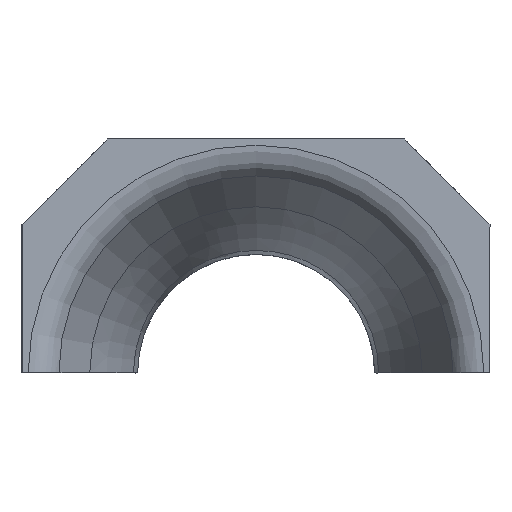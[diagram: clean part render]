
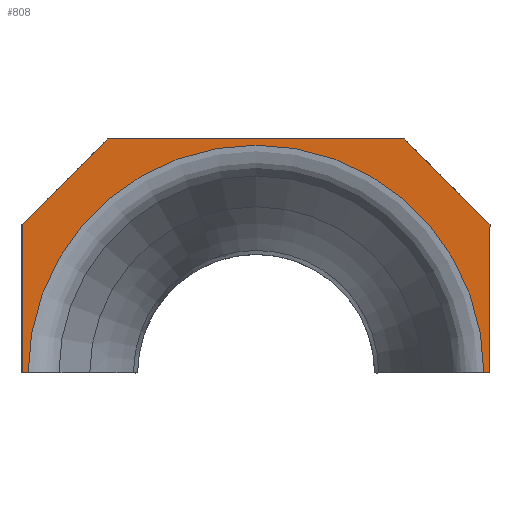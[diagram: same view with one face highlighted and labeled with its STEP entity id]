
A CAD part, left-side view. The second image highlights one B-rep face of the part: STEP entity #808.
In plain terms, the highlighted planar face has unit normal (-1, 0, 0).
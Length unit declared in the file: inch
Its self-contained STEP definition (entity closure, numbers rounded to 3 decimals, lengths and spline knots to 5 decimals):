
#160=CARTESIAN_POINT('',(-20.88583,0.,0.));
#161=VERTEX_POINT('',#160);
#168=CARTESIAN_POINT('',(-20.88583,0.02039,0.));
#169=VERTEX_POINT('',#168);
#170=CARTESIAN_POINT('',(-20.88583,0.02039,0.));
#171=DIRECTION('',(0.0,-1.0,0.0));
#172=VECTOR('',#171,1.0);
#173=LINE('',#170,#172);
#174=EDGE_CURVE('',#169,#161,#173,.T.);
#308=CARTESIAN_POINT('',(-20.88583,1.53473,0.));
#309=VERTEX_POINT('',#308);
#317=CARTESIAN_POINT('',(-20.88583,1.55512,0.));
#318=VERTEX_POINT('',#317);
#319=CARTESIAN_POINT('',(-20.88583,1.55512,0.));
#320=DIRECTION('',(0.0,-1.0,0.0));
#321=VECTOR('',#320,1.0);
#322=LINE('',#319,#321);
#323=EDGE_CURVE('',#318,#309,#322,.T.);
#443=CARTESIAN_POINT('',(-20.88583,1.55512,0.49213));
#444=VERTEX_POINT('',#443);
#445=CARTESIAN_POINT('',(-20.88583,1.55512,0.));
#446=DIRECTION('',(0.0,0.0,1.0));
#447=VECTOR('',#446,1.0);
#448=LINE('',#445,#447);
#449=EDGE_CURVE('',#318,#444,#448,.T.);
#468=CARTESIAN_POINT('',(-20.88583,0.77756,0.));
#469=DIRECTION('',(-1.0,0.,0.));
#470=DIRECTION('',(0.0,-1.0,0.));
#471=AXIS2_PLACEMENT_3D('',#468,#469,#470);
#472=CIRCLE('',#471,0.75717);
#473=EDGE_CURVE('',#169,#309,#472,.T.);
#521=CARTESIAN_POINT('',(-20.88583,1.26969,0.77756));
#522=VERTEX_POINT('',#521);
#523=CARTESIAN_POINT('',(-20.88583,1.55512,0.49213));
#524=DIRECTION('',(0.0,-0.707,0.707));
#525=VECTOR('',#524,1.);
#526=LINE('',#523,#525);
#527=EDGE_CURVE('',#444,#522,#526,.T.);
#614=CARTESIAN_POINT('',(-20.88583,0.28543,0.77756));
#615=VERTEX_POINT('',#614);
#616=CARTESIAN_POINT('',(-20.88583,1.26969,0.77756));
#617=DIRECTION('',(0.0,-1.0,0.0));
#618=VECTOR('',#617,1.);
#619=LINE('',#616,#618);
#620=EDGE_CURVE('',#522,#615,#619,.T.);
#768=CARTESIAN_POINT('',(-20.88583,0.,0.49213));
#769=VERTEX_POINT('',#768);
#776=CARTESIAN_POINT('',(-20.88583,0.,0.49213));
#777=DIRECTION('',(0.0,0.0,-1.0));
#778=VECTOR('',#777,1.0);
#779=LINE('',#776,#778);
#780=EDGE_CURVE('',#769,#161,#779,.T.);
#788=CARTESIAN_POINT('',(-20.88583,1.63287,-0.03888));
#789=DIRECTION('',(-1.0,0.0,0.0));
#790=DIRECTION('',(0.0,-1.0,0.0));
#791=AXIS2_PLACEMENT_3D('',#788,#789,#790);
#792=PLANE('',#791);
#793=CARTESIAN_POINT('',(-20.88583,0.,0.49213));
#794=DIRECTION('',(0.0,0.707,0.707));
#795=VECTOR('',#794,1.0);
#796=LINE('',#793,#795);
#797=EDGE_CURVE('',#769,#615,#796,.T.);
#798=ORIENTED_EDGE('',*,*,#797,.T.);
#799=ORIENTED_EDGE('',*,*,#620,.F.);
#800=ORIENTED_EDGE('',*,*,#527,.F.);
#801=ORIENTED_EDGE('',*,*,#449,.F.);
#802=ORIENTED_EDGE('',*,*,#323,.T.);
#803=ORIENTED_EDGE('',*,*,#473,.F.);
#804=ORIENTED_EDGE('',*,*,#174,.T.);
#805=ORIENTED_EDGE('',*,*,#780,.F.);
#806=EDGE_LOOP('',(#798,#799,#800,#801,#802,#803,#804,#805));
#807=FACE_OUTER_BOUND('',#806,.T.);
#808=ADVANCED_FACE('',(#807),#792,.T.);
